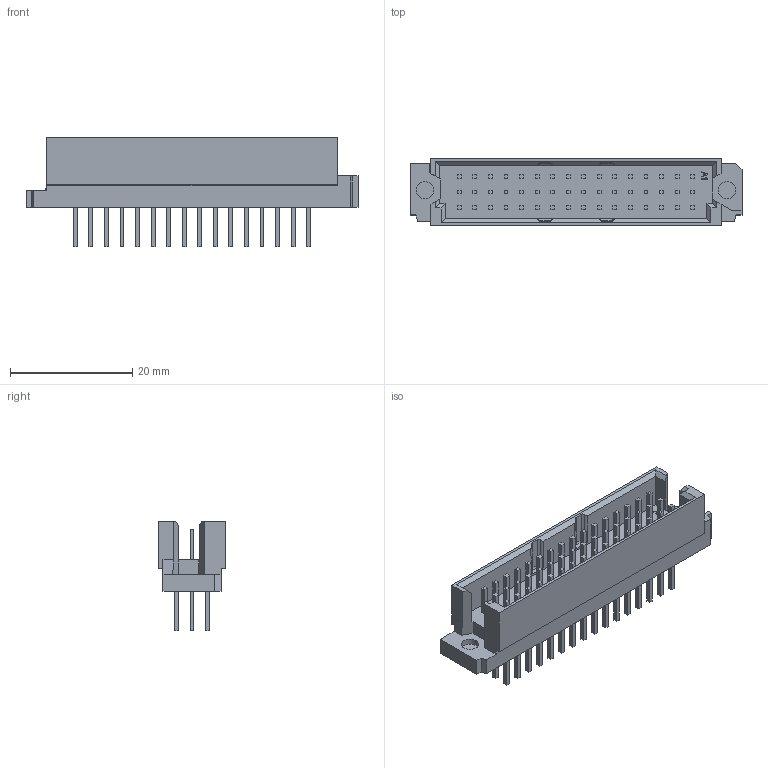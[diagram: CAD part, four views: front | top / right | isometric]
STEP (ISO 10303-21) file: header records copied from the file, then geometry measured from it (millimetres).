
FILE_DESCRIPTION((''),'2;1');
FILE_NAME('C-650918-5','2016-04-21T',('workeradm'),('Tyco Electronics Ltd.'),'CREO PARAMETRIC BY PTC INC, 2015200','CREO PARAMETRIC BY PTC INC, 2015200','');
FILE_SCHEMA(('AUTOMOTIVE_DESIGN { 1 0 10303 214 1 1 1 1 }'));
Length unit declared in the file: millimetre
Products named in the file (1): C-650918-5
Bounding box: 54.23 x 11 x 17.96 mm (x, y, z)
Volume: 3515 mm3; surface area: 4552.3 mm2
Topology: 1 solids, 1 shells, 601 faces, 1472 edges, 978 vertices
Faces by surface type: plane 567, cylinder 34
Entity records: 17486 total; most frequent: CARTESIAN_POINT 3261, ORIENTED_EDGE 2944, DIRECTION 2662, EDGE_CURVE 1472, VECTOR 1404, LINE 1404, VERTEX_POINT 978, EDGE_LOOP 706
